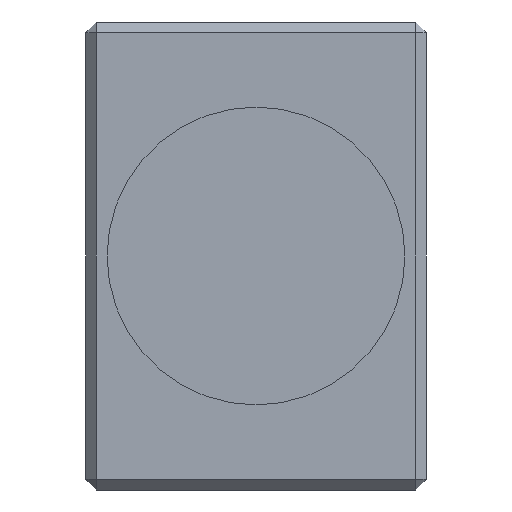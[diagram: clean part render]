
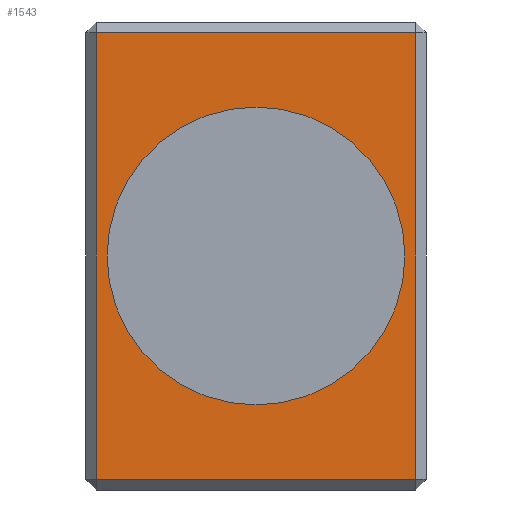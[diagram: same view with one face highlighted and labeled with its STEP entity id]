
A CAD part, left-side view. The second image highlights one B-rep face of the part: STEP entity #1543.
In plain terms, the highlighted planar face has unit normal (-1, 0, 0).
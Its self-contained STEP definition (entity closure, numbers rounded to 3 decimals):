
#797 = PLANE('',#798);
#798 = AXIS2_PLACEMENT_3D('',#799,#800,#801);
#799 = CARTESIAN_POINT('',(-9.75,1.,22.75));
#800 = DIRECTION('',(0.707,0.,-0.707)
  );
#801 = DIRECTION('',(0.,-1.,0.));
#908 = PLANE('',#909);
#909 = AXIS2_PLACEMENT_3D('',#910,#911,#912);
#910 = CARTESIAN_POINT('',(-9.75,1.25,1.));
#911 = DIRECTION('',(0.707,0.707,0.)
  );
#912 = DIRECTION('',(0.,0.,-1.));
#1011 = PLANE('',#1012);
#1012 = AXIS2_PLACEMENT_3D('',#1013,#1014,#1015);
#1013 = CARTESIAN_POINT('',(-9.75,16.75,23.));
#1014 = DIRECTION('',(0.707,-0.707,0.)
  );
#1015 = DIRECTION('',(0.,0.,1.));
#1113 = PLANE('',#1114);
#1114 = AXIS2_PLACEMENT_3D('',#1115,#1116,#1117);
#1115 = CARTESIAN_POINT('',(-9.75,17.,1.25));
#1116 = DIRECTION('',(0.707,0.,0.707)
  );
#1117 = DIRECTION('',(0.,1.,0.));
#1165 = VERTEX_POINT('',#1166);
#1166 = CARTESIAN_POINT('',(-10.,1.5,22.5));
#1189 = VERTEX_POINT('',#1190);
#1190 = CARTESIAN_POINT('',(-10.,16.5,22.5));
#1216 = EDGE_CURVE('',#1165,#1189,#1217,.T.);
#1217 = SURFACE_CURVE('',#1218,(#1222,#1229),.PCURVE_S1.);
#1218 = LINE('',#1219,#1220);
#1219 = CARTESIAN_POINT('',(-10.,1.,22.5));
#1220 = VECTOR('',#1221,1.);
#1221 = DIRECTION('',(0.,1.,0.));
#1222 = PCURVE('',#797,#1223);
#1223 = DEFINITIONAL_REPRESENTATION('',(#1224),#1228);
#1224 = LINE('',#1225,#1226);
#1225 = CARTESIAN_POINT('',(0.,0.354));
#1226 = VECTOR('',#1227,1.);
#1227 = DIRECTION('',(-1.,0.));
#1228 = ( GEOMETRIC_REPRESENTATION_CONTEXT(2) 
PARAMETRIC_REPRESENTATION_CONTEXT() REPRESENTATION_CONTEXT('2D SPACE',''
  ) );
#1229 = PCURVE('',#1230,#1235);
#1230 = PLANE('',#1231);
#1231 = AXIS2_PLACEMENT_3D('',#1232,#1233,#1234);
#1232 = CARTESIAN_POINT('',(-10.,9.,12.));
#1233 = DIRECTION('',(1.,0.,0.));
#1234 = DIRECTION('',(0.,0.,1.));
#1235 = DEFINITIONAL_REPRESENTATION('',(#1236),#1240);
#1236 = LINE('',#1237,#1238);
#1237 = CARTESIAN_POINT('',(10.5,8.));
#1238 = VECTOR('',#1239,1.);
#1239 = DIRECTION('',(0.,-1.));
#1240 = ( GEOMETRIC_REPRESENTATION_CONTEXT(2) 
PARAMETRIC_REPRESENTATION_CONTEXT() REPRESENTATION_CONTEXT('2D SPACE',''
  ) );
#1305 = VERTEX_POINT('',#1306);
#1306 = CARTESIAN_POINT('',(-10.,1.5,1.5));
#1349 = EDGE_CURVE('',#1305,#1165,#1350,.T.);
#1350 = SURFACE_CURVE('',#1351,(#1355,#1362),.PCURVE_S1.);
#1351 = LINE('',#1352,#1353);
#1352 = CARTESIAN_POINT('',(-10.,1.5,1.));
#1353 = VECTOR('',#1354,1.);
#1354 = DIRECTION('',(0.,0.,1.));
#1355 = PCURVE('',#908,#1356);
#1356 = DEFINITIONAL_REPRESENTATION('',(#1357),#1361);
#1357 = LINE('',#1358,#1359);
#1358 = CARTESIAN_POINT('',(0.,0.354));
#1359 = VECTOR('',#1360,1.);
#1360 = DIRECTION('',(-1.,0.));
#1361 = ( GEOMETRIC_REPRESENTATION_CONTEXT(2) 
PARAMETRIC_REPRESENTATION_CONTEXT() REPRESENTATION_CONTEXT('2D SPACE',''
  ) );
#1362 = PCURVE('',#1230,#1363);
#1363 = DEFINITIONAL_REPRESENTATION('',(#1364),#1368);
#1364 = LINE('',#1365,#1366);
#1365 = CARTESIAN_POINT('',(-11.,7.5));
#1366 = VECTOR('',#1367,1.);
#1367 = DIRECTION('',(1.,0.));
#1368 = ( GEOMETRIC_REPRESENTATION_CONTEXT(2) 
PARAMETRIC_REPRESENTATION_CONTEXT() REPRESENTATION_CONTEXT('2D SPACE',''
  ) );
#1396 = VERTEX_POINT('',#1397);
#1397 = CARTESIAN_POINT('',(-10.,16.5,1.5));
#1423 = EDGE_CURVE('',#1189,#1396,#1424,.T.);
#1424 = SURFACE_CURVE('',#1425,(#1429,#1436),.PCURVE_S1.);
#1425 = LINE('',#1426,#1427);
#1426 = CARTESIAN_POINT('',(-10.,16.5,23.));
#1427 = VECTOR('',#1428,1.);
#1428 = DIRECTION('',(0.,0.,-1.));
#1429 = PCURVE('',#1011,#1430);
#1430 = DEFINITIONAL_REPRESENTATION('',(#1431),#1435);
#1431 = LINE('',#1432,#1433);
#1432 = CARTESIAN_POINT('',(0.,0.354));
#1433 = VECTOR('',#1434,1.);
#1434 = DIRECTION('',(-1.,0.));
#1435 = ( GEOMETRIC_REPRESENTATION_CONTEXT(2) 
PARAMETRIC_REPRESENTATION_CONTEXT() REPRESENTATION_CONTEXT('2D SPACE',''
  ) );
#1436 = PCURVE('',#1230,#1437);
#1437 = DEFINITIONAL_REPRESENTATION('',(#1438),#1442);
#1438 = LINE('',#1439,#1440);
#1439 = CARTESIAN_POINT('',(11.,-7.5));
#1440 = VECTOR('',#1441,1.);
#1441 = DIRECTION('',(-1.,0.));
#1442 = ( GEOMETRIC_REPRESENTATION_CONTEXT(2) 
PARAMETRIC_REPRESENTATION_CONTEXT() REPRESENTATION_CONTEXT('2D SPACE',''
  ) );
#1517 = EDGE_CURVE('',#1396,#1305,#1518,.T.);
#1518 = SURFACE_CURVE('',#1519,(#1523,#1530),.PCURVE_S1.);
#1519 = LINE('',#1520,#1521);
#1520 = CARTESIAN_POINT('',(-10.,17.,1.5));
#1521 = VECTOR('',#1522,1.);
#1522 = DIRECTION('',(0.,-1.,0.));
#1523 = PCURVE('',#1113,#1524);
#1524 = DEFINITIONAL_REPRESENTATION('',(#1525),#1529);
#1525 = LINE('',#1526,#1527);
#1526 = CARTESIAN_POINT('',(0.,0.354));
#1527 = VECTOR('',#1528,1.);
#1528 = DIRECTION('',(-1.,0.));
#1529 = ( GEOMETRIC_REPRESENTATION_CONTEXT(2) 
PARAMETRIC_REPRESENTATION_CONTEXT() REPRESENTATION_CONTEXT('2D SPACE',''
  ) );
#1530 = PCURVE('',#1230,#1531);
#1531 = DEFINITIONAL_REPRESENTATION('',(#1532),#1536);
#1532 = LINE('',#1533,#1534);
#1533 = CARTESIAN_POINT('',(-10.5,-8.));
#1534 = VECTOR('',#1535,1.);
#1535 = DIRECTION('',(0.,1.));
#1536 = ( GEOMETRIC_REPRESENTATION_CONTEXT(2) 
PARAMETRIC_REPRESENTATION_CONTEXT() REPRESENTATION_CONTEXT('2D SPACE',''
  ) );
#1543 = ADVANCED_FACE('',(#1544,#1550),#1230,.F.);
#1544 = FACE_BOUND('',#1545,.F.);
#1545 = EDGE_LOOP('',(#1546,#1547,#1548,#1549));
#1546 = ORIENTED_EDGE('',*,*,#1216,.F.);
#1547 = ORIENTED_EDGE('',*,*,#1349,.F.);
#1548 = ORIENTED_EDGE('',*,*,#1517,.F.);
#1549 = ORIENTED_EDGE('',*,*,#1423,.F.);
#1550 = FACE_BOUND('',#1551,.F.);
#1551 = EDGE_LOOP('',(#1552));
#1552 = ORIENTED_EDGE('',*,*,#1553,.F.);
#1553 = EDGE_CURVE('',#1554,#1554,#1556,.T.);
#1554 = VERTEX_POINT('',#1555);
#1555 = CARTESIAN_POINT('',(-10.,16.,12.));
#1556 = SURFACE_CURVE('',#1557,(#1562,#1569),.PCURVE_S1.);
#1557 = CIRCLE('',#1558,7.);
#1558 = AXIS2_PLACEMENT_3D('',#1559,#1560,#1561);
#1559 = CARTESIAN_POINT('',(-10.,9.,12.));
#1560 = DIRECTION('',(1.,0.,0.));
#1561 = DIRECTION('',(0.,1.,0.));
#1562 = PCURVE('',#1230,#1563);
#1563 = DEFINITIONAL_REPRESENTATION('',(#1564),#1568);
#1564 = CIRCLE('',#1565,7.);
#1565 = AXIS2_PLACEMENT_2D('',#1566,#1567);
#1566 = CARTESIAN_POINT('',(0.,0.));
#1567 = DIRECTION('',(0.,-1.));
#1568 = ( GEOMETRIC_REPRESENTATION_CONTEXT(2) 
PARAMETRIC_REPRESENTATION_CONTEXT() REPRESENTATION_CONTEXT('2D SPACE',''
  ) );
#1569 = PCURVE('',#1570,#1575);
#1570 = PLANE('',#1571);
#1571 = AXIS2_PLACEMENT_3D('',#1572,#1573,#1574);
#1572 = CARTESIAN_POINT('',(-10.,9.,12.));
#1573 = DIRECTION('',(1.,0.,0.));
#1574 = DIRECTION('',(0.,1.,0.));
#1575 = DEFINITIONAL_REPRESENTATION('',(#1576),#1580);
#1576 = CIRCLE('',#1577,7.);
#1577 = AXIS2_PLACEMENT_2D('',#1578,#1579);
#1578 = CARTESIAN_POINT('',(0.,0.));
#1579 = DIRECTION('',(1.,0.));
#1580 = ( GEOMETRIC_REPRESENTATION_CONTEXT(2) 
PARAMETRIC_REPRESENTATION_CONTEXT() REPRESENTATION_CONTEXT('2D SPACE',''
  ) );
